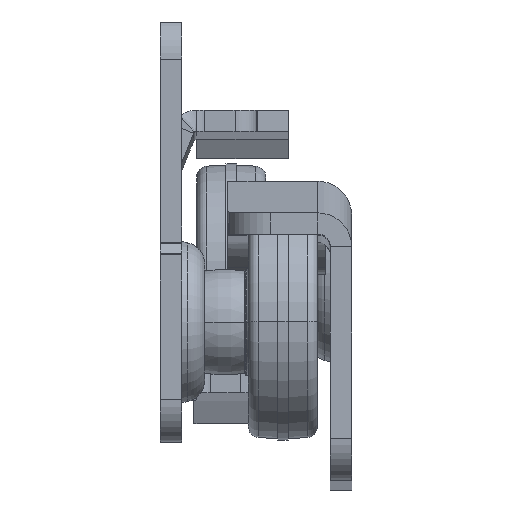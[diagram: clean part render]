
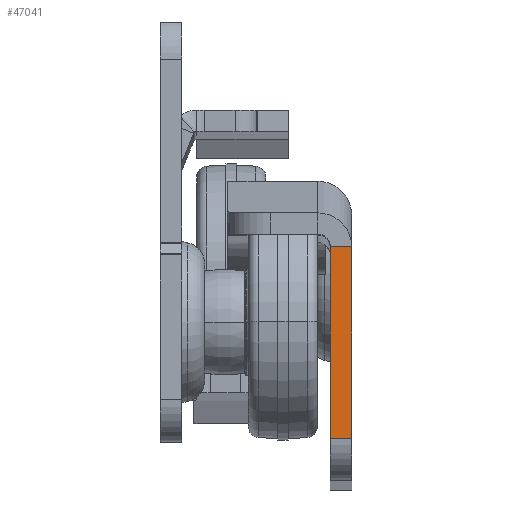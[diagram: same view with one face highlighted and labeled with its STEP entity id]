
A CAD part, top view. The second image highlights one B-rep face of the part: STEP entity #47041.
In plain terms, the highlighted planar face has unit normal (0, 0, 1).
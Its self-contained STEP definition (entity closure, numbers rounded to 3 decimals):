
#1786 = DIRECTION ( 'NONE',  ( 0., -1., 0. ) ) ;
#2491 = CARTESIAN_POINT ( 'NONE',  ( 0., 10.226, 495.5 ) ) ;
#2516 = EDGE_CURVE ( 'NONE', #4130, #17832, #36561, .T. ) ;
#3074 = LINE ( 'NONE', #19403, #32109 ) ;
#4130 = VERTEX_POINT ( 'NONE', #35928 ) ;
#9288 = LINE ( 'NONE', #45374, #35806 ) ;
#12196 = VERTEX_POINT ( 'NONE', #19773 ) ;
#12451 = EDGE_CURVE ( 'NONE', #23220, #17832, #18911, .T. ) ;
#13547 = CARTESIAN_POINT ( 'NONE',  ( 0., -11.75, 495.5 ) ) ;
#17832 = VERTEX_POINT ( 'NONE', #24152 ) ;
#18911 = LINE ( 'NONE', #13547, #33192 ) ;
#18938 = EDGE_CURVE ( 'NONE', #12196, #23220, #3074, .T. ) ;
#19403 = CARTESIAN_POINT ( 'NONE',  ( -2., 10.226, 495.5 ) ) ;
#19773 = CARTESIAN_POINT ( 'NONE',  ( -2., 10.226, 495.5 ) ) ;
#21458 = ORIENTED_EDGE ( 'NONE', *, *, #2516, .T. ) ;
#21737 = EDGE_LOOP ( 'NONE', ( #45664, #33935, #21458, #36946 ) ) ;
#23220 = VERTEX_POINT ( 'NONE', #2491 ) ;
#24152 = CARTESIAN_POINT ( 'NONE',  ( 0., -7.75, 495.5 ) ) ;
#26611 = FACE_OUTER_BOUND ( 'NONE', #21737, .T. ) ;
#26856 = PLANE ( 'NONE',  #31125 ) ;
#29569 = DIRECTION ( 'NONE',  ( 1., 0., 0. ) ) ;
#30052 = CARTESIAN_POINT ( 'NONE',  ( -2., -11.75, 495.5 ) ) ;
#30850 = DIRECTION ( 'NONE',  ( 0., 0., 1. ) ) ;
#31125 = AXIS2_PLACEMENT_3D ( 'NONE', #30052, #30850, #42884 ) ;
#32109 = VECTOR ( 'NONE', #35652, 1000. ) ;
#33192 = VECTOR ( 'NONE', #1786, 1000. ) ;
#33935 = ORIENTED_EDGE ( 'NONE', *, *, #52736, .T. ) ;
#35652 = DIRECTION ( 'NONE',  ( 1., 0., 0. ) ) ;
#35806 = VECTOR ( 'NONE', #37336, 1000. ) ;
#35928 = CARTESIAN_POINT ( 'NONE',  ( -2., -7.75, 495.5 ) ) ;
#36561 = LINE ( 'NONE', #46411, #46964 ) ;
#36946 = ORIENTED_EDGE ( 'NONE', *, *, #12451, .F. ) ;
#37336 = DIRECTION ( 'NONE',  ( 0., -1., 0. ) ) ;
#42884 = DIRECTION ( 'NONE',  ( 1., 0., 0. ) ) ;
#45374 = CARTESIAN_POINT ( 'NONE',  ( -2., -11.75, 495.5 ) ) ;
#45664 = ORIENTED_EDGE ( 'NONE', *, *, #18938, .F. ) ;
#46411 = CARTESIAN_POINT ( 'NONE',  ( -2., -7.75, 495.5 ) ) ;
#46964 = VECTOR ( 'NONE', #29569, 1000. ) ;
#47041 = ADVANCED_FACE ( 'NONE', ( #26611 ), #26856, .T. ) ;
#52736 = EDGE_CURVE ( 'NONE', #12196, #4130, #9288, .T. ) ;
